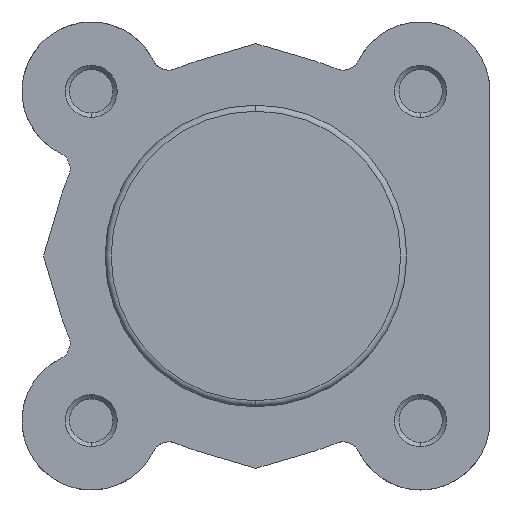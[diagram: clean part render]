
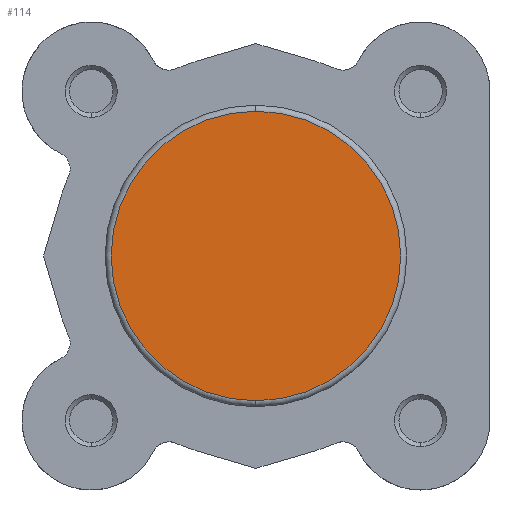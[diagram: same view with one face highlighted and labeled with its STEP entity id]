
A CAD part, left-side view. The second image highlights one B-rep face of the part: STEP entity #114.
In plain terms, the highlighted planar face has unit normal (-1, 0, 0).
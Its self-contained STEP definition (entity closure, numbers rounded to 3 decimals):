
#114 = ADVANCED_FACE ( 'NONE', ( #6234 ), #3149, .T. ) ;
#298 = CARTESIAN_POINT ( 'NONE',  ( 0., 0., 0. ) ) ;
#300 = DIRECTION ( 'NONE',  ( -1., 0., 0. ) ) ;
#301 = DIRECTION ( 'NONE',  ( 0., 0., 1. ) ) ;
#862 = CARTESIAN_POINT ( 'NONE',  ( 0., 0., 0. ) ) ;
#884 = DIRECTION ( 'NONE',  ( -1., 0., 0. ) ) ;
#885 = DIRECTION ( 'NONE',  ( 0., 0., 1. ) ) ;
#1462 = AXIS2_PLACEMENT_3D ( 'NONE', #862, #884, #885 ) ;
#1692 = EDGE_CURVE ( 'NONE', #2604, #2579, #6643, .T. ) ;
#1920 = EDGE_CURVE ( 'NONE', #2579, #2604, #4336, .T. ) ;
#2255 = AXIS2_PLACEMENT_3D ( 'NONE', #3152, #3162, #3163 ) ;
#2450 = AXIS2_PLACEMENT_3D ( 'NONE', #298, #300, #301 ) ;
#2579 = VERTEX_POINT ( 'NONE', #4881 ) ;
#2604 = VERTEX_POINT ( 'NONE', #4906 ) ;
#3149 = PLANE ( 'NONE',  #2255 ) ;
#3152 = CARTESIAN_POINT ( 'NONE',  ( 0., -17.4, 0. ) ) ;
#3162 = DIRECTION ( 'NONE',  ( -1., 0., 0. ) ) ;
#3163 = DIRECTION ( 'NONE',  ( 0., 0., 1. ) ) ;
#4132 = ORIENTED_EDGE ( 'NONE', *, *, #1692, .T. ) ;
#4212 = ORIENTED_EDGE ( 'NONE', *, *, #1920, .T. ) ;
#4336 = CIRCLE ( 'NONE', #1462, 16.7 ) ;
#4881 = CARTESIAN_POINT ( 'NONE',  ( 0., 0., -16.7 ) ) ;
#4906 = CARTESIAN_POINT ( 'NONE',  ( 0., 0., 16.7 ) ) ;
#5863 = EDGE_LOOP ( 'NONE', ( #4132, #4212 ) ) ;
#6234 = FACE_OUTER_BOUND ( 'NONE', #5863, .T. ) ;
#6643 = CIRCLE ( 'NONE', #2450, 16.7 ) ;
